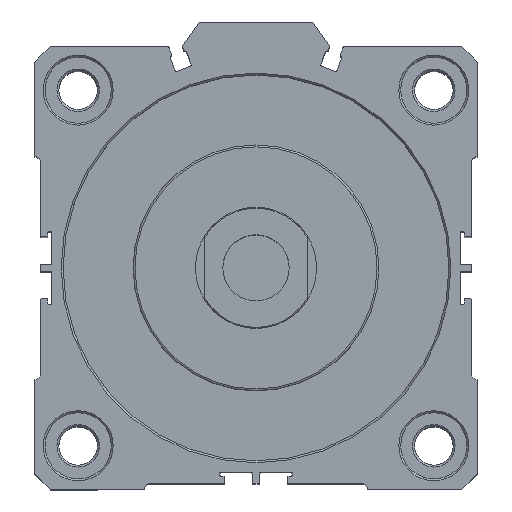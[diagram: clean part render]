
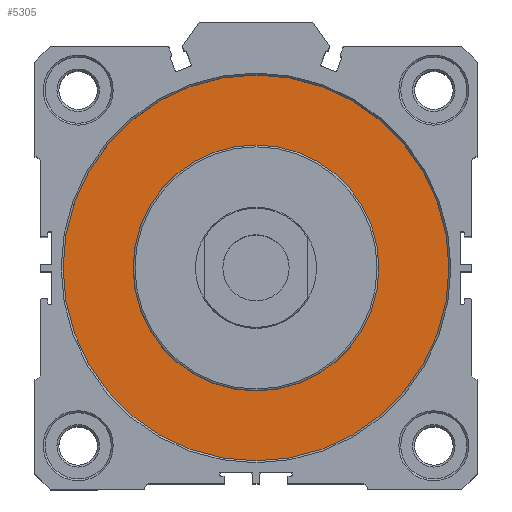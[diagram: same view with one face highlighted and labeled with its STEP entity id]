
A CAD part, top view. The second image highlights one B-rep face of the part: STEP entity #5305.
In plain terms, the highlighted planar face has unit normal (0, 0, 1).
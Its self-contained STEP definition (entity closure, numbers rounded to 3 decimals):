
#39 = CARTESIAN_POINT ( 'NONE',  ( 0., 0., 48.5 ) ) ;
#49 = VERTEX_POINT ( 'NONE', #2045 ) ;
#189 = CIRCLE ( 'NONE', #613, 32.5 ) ;
#275 = DIRECTION ( 'NONE',  ( 0., 0., 1. ) ) ;
#299 = FACE_OUTER_BOUND ( 'NONE', #809, .T. ) ;
#593 = DIRECTION ( 'NONE',  ( 1., 0., 0. ) ) ;
#613 = AXIS2_PLACEMENT_3D ( 'NONE', #1123, #5496, #593 ) ;
#640 = DIRECTION ( 'NONE',  ( 0., 0., 1. ) ) ;
#694 = DIRECTION ( 'NONE',  ( 1., 0., 0. ) ) ;
#809 = EDGE_LOOP ( 'NONE', ( #8092, #3763 ) ) ;
#1123 = CARTESIAN_POINT ( 'NONE',  ( 0., 0., 48.5 ) ) ;
#1276 = AXIS2_PLACEMENT_3D ( 'NONE', #4051, #275, #4693 ) ;
#1819 = ORIENTED_EDGE ( 'NONE', *, *, #2132, .F. ) ;
#1987 = ORIENTED_EDGE ( 'NONE', *, *, #3836, .F. ) ;
#2045 = CARTESIAN_POINT ( 'NONE',  ( 32.5, 0., 48.5 ) ) ;
#2132 = EDGE_CURVE ( 'NONE', #49, #3733, #3785, .T. ) ;
#2231 = AXIS2_PLACEMENT_3D ( 'NONE', #7561, #640, #5040 ) ;
#2663 = EDGE_LOOP ( 'NONE', ( #1987, #1819 ) ) ;
#2889 = VERTEX_POINT ( 'NONE', #3485 ) ;
#3133 = DIRECTION ( 'NONE',  ( 0., 0., 1. ) ) ;
#3323 = CARTESIAN_POINT ( 'NONE',  ( -51., 0., 48.5 ) ) ;
#3485 = CARTESIAN_POINT ( 'NONE',  ( 51., 0., 48.5 ) ) ;
#3733 = VERTEX_POINT ( 'NONE', #7287 ) ;
#3763 = ORIENTED_EDGE ( 'NONE', *, *, #6275, .T. ) ;
#3785 = CIRCLE ( 'NONE', #7364, 32.5 ) ;
#3836 = EDGE_CURVE ( 'NONE', #3733, #49, #189, .T. ) ;
#4051 = CARTESIAN_POINT ( 'NONE',  ( 0., 0., 48.5 ) ) ;
#4320 = VERTEX_POINT ( 'NONE', #3323 ) ;
#4464 = DIRECTION ( 'NONE',  ( 0., 0., 1. ) ) ;
#4514 = CIRCLE ( 'NONE', #6479, 51. ) ;
#4693 = DIRECTION ( 'NONE',  ( 1., 0., 0. ) ) ;
#5040 = DIRECTION ( 'NONE',  ( 1., 0., 0. ) ) ;
#5305 = ADVANCED_FACE ( 'NONE', ( #7000, #299 ), #8183, .T. ) ;
#5496 = DIRECTION ( 'NONE',  ( 0., 0., 1. ) ) ;
#6275 = EDGE_CURVE ( 'NONE', #4320, #2889, #4514, .T. ) ;
#6479 = AXIS2_PLACEMENT_3D ( 'NONE', #6906, #3133, #7558 ) ;
#6906 = CARTESIAN_POINT ( 'NONE',  ( 0., 0., 48.5 ) ) ;
#7000 = FACE_BOUND ( 'NONE', #2663, .T. ) ;
#7287 = CARTESIAN_POINT ( 'NONE',  ( -32.5, 0., 48.5 ) ) ;
#7364 = AXIS2_PLACEMENT_3D ( 'NONE', #39, #4464, #694 ) ;
#7442 = EDGE_CURVE ( 'NONE', #2889, #4320, #8179, .T. ) ;
#7558 = DIRECTION ( 'NONE',  ( 1., 0., 0. ) ) ;
#7561 = CARTESIAN_POINT ( 'NONE',  ( 0., 0., 48.5 ) ) ;
#8092 = ORIENTED_EDGE ( 'NONE', *, *, #7442, .T. ) ;
#8179 = CIRCLE ( 'NONE', #1276, 51. ) ;
#8183 = PLANE ( 'NONE',  #2231 ) ;
